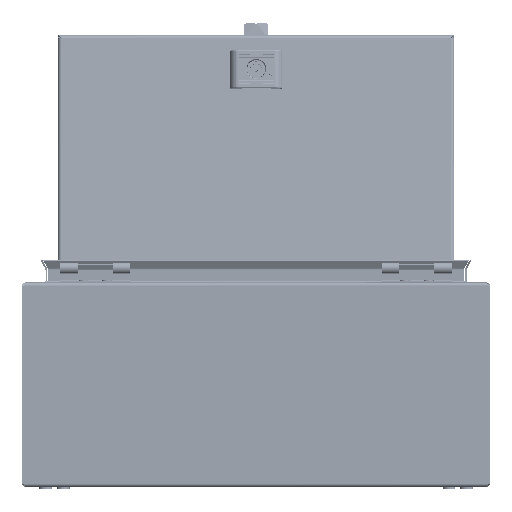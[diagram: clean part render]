
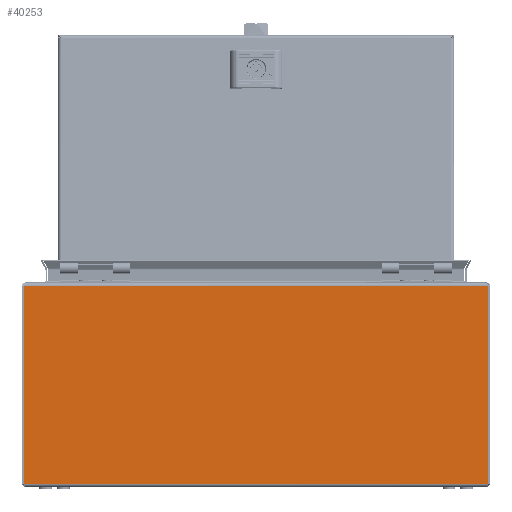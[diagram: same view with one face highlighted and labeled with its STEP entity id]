
A CAD part, front view. The second image highlights one B-rep face of the part: STEP entity #40253.
In plain terms, the highlighted planar face has unit normal (0, -1, 0).
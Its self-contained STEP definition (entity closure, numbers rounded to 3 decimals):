
#38468 = CARTESIAN_POINT ( 'NONE',  ( 198.4, -150., 1.5 ) ) ;
#38471 = CARTESIAN_POINT ( 'NONE',  ( 198.4, -150., 170.5 ) ) ;
#38478 = CARTESIAN_POINT ( 'NONE',  ( -198.4, -150., 1.5 ) ) ;
#38480 = CARTESIAN_POINT ( 'NONE',  ( -198.4, -150., 170.5 ) ) ;
#40253 = ADVANCED_FACE ( 'NONE', ( #75060 ), #75061, .F. ) ;
#42872 = EDGE_CURVE ( 'NONE', #129247, #129253, #95816, .T. ) ;
#42874 = EDGE_CURVE ( 'NONE', #129249, #129254, #95822, .T. ) ;
#42875 = EDGE_CURVE ( 'NONE', #129253, #129254, #95806, .T. ) ;
#42876 = EDGE_CURVE ( 'NONE', #129247, #129249, #95828, .T. ) ;
#75052 = CARTESIAN_POINT ( 'NONE',  ( -198.5, -150., 172. ) ) ;
#75060 = FACE_OUTER_BOUND ( 'NONE', #99598, .T. ) ;
#75061 = PLANE ( 'NONE',  #133832 ) ;
#75063 = DIRECTION ( 'NONE',  ( 0., 1., 0. ) ) ;
#75064 = DIRECTION ( 'NONE',  ( 0., 0., 1. ) ) ;
#95806 = LINE ( 'NONE', #95826, #131879 ) ;
#95816 = LINE ( 'NONE', #95817, #131883 ) ;
#95817 = CARTESIAN_POINT ( 'NONE',  ( -198.5, -150., 1.5 ) ) ;
#95818 = DIRECTION ( 'NONE',  ( -1., 0., 0. ) ) ;
#95822 = LINE ( 'NONE', #95824, #131882 ) ;
#95824 = CARTESIAN_POINT ( 'NONE',  ( 197.793, -150., 170.5 ) ) ;
#95825 = DIRECTION ( 'NONE',  ( -1., 0., 0. ) ) ;
#95826 = CARTESIAN_POINT ( 'NONE',  ( -198.4, -150., 1.5 ) ) ;
#95827 = DIRECTION ( 'NONE',  ( 0., 0., 1. ) ) ;
#95828 = LINE ( 'NONE', #95829, #131886 ) ;
#95829 = CARTESIAN_POINT ( 'NONE',  ( 198.4, -150., 1.5 ) ) ;
#95830 = DIRECTION ( 'NONE',  ( 0., 0., 1. ) ) ;
#99598 = EDGE_LOOP ( 'NONE', ( #111960, #111961, #111962, #111963 ) ) ;
#111960 = ORIENTED_EDGE ( 'NONE', *, *, #42874, .T. ) ;
#111961 = ORIENTED_EDGE ( 'NONE', *, *, #42875, .F. ) ;
#111962 = ORIENTED_EDGE ( 'NONE', *, *, #42872, .F. ) ;
#111963 = ORIENTED_EDGE ( 'NONE', *, *, #42876, .T. ) ;
#129247 = VERTEX_POINT ( 'NONE', #38468 ) ;
#129249 = VERTEX_POINT ( 'NONE', #38471 ) ;
#129253 = VERTEX_POINT ( 'NONE', #38478 ) ;
#129254 = VERTEX_POINT ( 'NONE', #38480 ) ;
#131879 = VECTOR ( 'NONE', #95827, 1000. ) ;
#131882 = VECTOR ( 'NONE', #95825, 1000. ) ;
#131883 = VECTOR ( 'NONE', #95818, 1000. ) ;
#131886 = VECTOR ( 'NONE', #95830, 1000. ) ;
#133832 = AXIS2_PLACEMENT_3D ( 'NONE', #75052, #75063, #75064 ) ;
